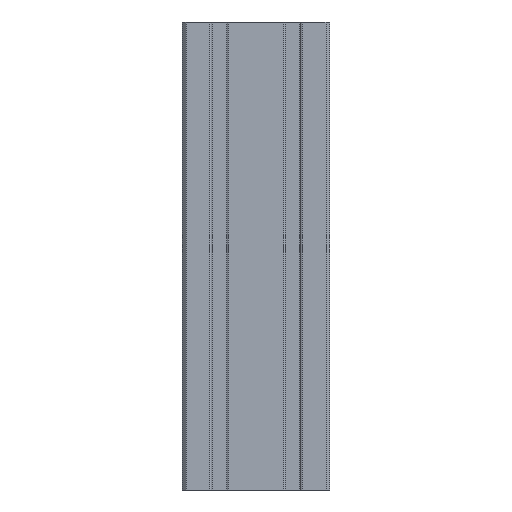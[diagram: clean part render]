
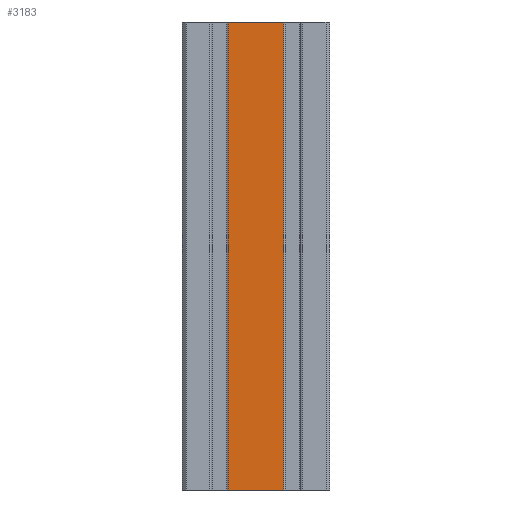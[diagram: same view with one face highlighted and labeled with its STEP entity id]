
A CAD part, front view. The second image highlights one B-rep face of the part: STEP entity #3183.
In plain terms, the highlighted planar face has unit normal (0, -1, 0).
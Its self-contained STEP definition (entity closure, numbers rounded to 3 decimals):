
#48 = EDGE_CURVE ( 'NONE', #249, #2814, #3694, .T. ) ;
#109 = LINE ( 'NONE', #1936, #3686 ) ;
#249 = VERTEX_POINT ( 'NONE', #1832 ) ;
#609 = ORIENTED_EDGE ( 'NONE', *, *, #1813, .T. ) ;
#641 = ORIENTED_EDGE ( 'NONE', *, *, #3752, .T. ) ;
#913 = DIRECTION ( 'NONE',  ( 1., 0., 0. ) ) ;
#979 = VECTOR ( 'NONE', #1280, 1000. ) ;
#1218 = FACE_OUTER_BOUND ( 'NONE', #1561, .T. ) ;
#1239 = CARTESIAN_POINT ( 'NONE',  ( 0., -20., 127. ) ) ;
#1280 = DIRECTION ( 'NONE',  ( -1., 0., 0. ) ) ;
#1299 = VERTEX_POINT ( 'NONE', #1701 ) ;
#1302 = CARTESIAN_POINT ( 'NONE',  ( 14.957, -20., 127. ) ) ;
#1561 = EDGE_LOOP ( 'NONE', ( #2591, #641, #2480, #609 ) ) ;
#1701 = CARTESIAN_POINT ( 'NONE',  ( -14.957, -20., 127. ) ) ;
#1813 = EDGE_CURVE ( 'NONE', #249, #3131, #2765, .T. ) ;
#1832 = CARTESIAN_POINT ( 'NONE',  ( 14.957, -20., -127. ) ) ;
#1920 = AXIS2_PLACEMENT_3D ( 'NONE', #1239, #3687, #913 ) ;
#1936 = CARTESIAN_POINT ( 'NONE',  ( -14.957, -20., 127. ) ) ;
#1975 = VECTOR ( 'NONE', #3774, 1000. ) ;
#1993 = DIRECTION ( 'NONE',  ( 0., 0., -1. ) ) ;
#2280 = LINE ( 'NONE', #2942, #3305 ) ;
#2480 = ORIENTED_EDGE ( 'NONE', *, *, #48, .F. ) ;
#2591 = ORIENTED_EDGE ( 'NONE', *, *, #2829, .T. ) ;
#2623 = CARTESIAN_POINT ( 'NONE',  ( -14.957, -20., -127. ) ) ;
#2690 = PLANE ( 'NONE',  #1920 ) ;
#2765 = LINE ( 'NONE', #3720, #1975 ) ;
#2814 = VERTEX_POINT ( 'NONE', #2623 ) ;
#2816 = CARTESIAN_POINT ( 'NONE',  ( 0., -20., -127. ) ) ;
#2829 = EDGE_CURVE ( 'NONE', #3131, #1299, #2280, .T. ) ;
#2942 = CARTESIAN_POINT ( 'NONE',  ( 0., -20., 127. ) ) ;
#3131 = VERTEX_POINT ( 'NONE', #1302 ) ;
#3183 = ADVANCED_FACE ( 'NONE', ( #1218 ), #2690, .T. ) ;
#3198 = DIRECTION ( 'NONE',  ( -1., 0., 0. ) ) ;
#3305 = VECTOR ( 'NONE', #3198, 1000. ) ;
#3686 = VECTOR ( 'NONE', #1993, 1000. ) ;
#3687 = DIRECTION ( 'NONE',  ( 0., -1., 0. ) ) ;
#3694 = LINE ( 'NONE', #2816, #979 ) ;
#3720 = CARTESIAN_POINT ( 'NONE',  ( 14.957, -20., 127. ) ) ;
#3752 = EDGE_CURVE ( 'NONE', #1299, #2814, #109, .T. ) ;
#3774 = DIRECTION ( 'NONE',  ( 0., 0., 1. ) ) ;
